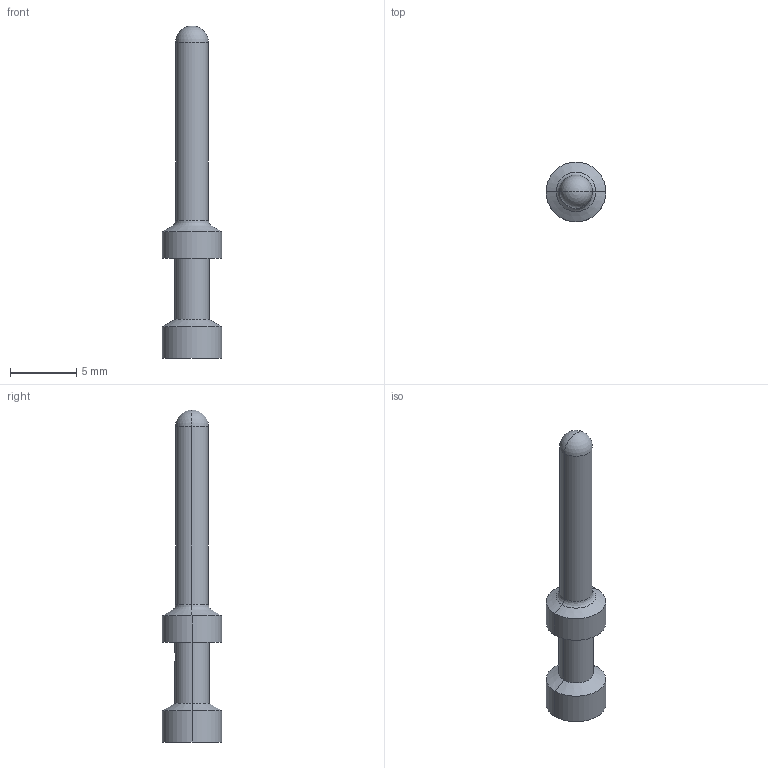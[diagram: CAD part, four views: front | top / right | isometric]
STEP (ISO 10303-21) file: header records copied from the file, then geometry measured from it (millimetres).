
FILE_DESCRIPTION(('CoCreate Modeling STEP Export'),'2;1');
FILE_NAME('CCMA.stp','2009-12-01T 9:56:28',(''),(''),'CoCreate Modeling STEP processor for AP214 (Solid Model)','CoCreate Modeling 16.00A 16-Aug-2008 (C) Parametric Technology GmbH','');
FILE_SCHEMA(('AUTOMOTIVE_DESIGN { 1 0 10303 214 1 1 1 1 }'));
Length unit declared in the file: millimetre
Products named in the file (2): CCMA
Assembly tree (1 placements, depth 2):
  CCMA
    CCMA
Bounding box: 4.5 x 4.5 x 25 mm (x, y, z)
Volume: 155.4 mm3; surface area: 301.4 mm2
Topology: 1 solids, 1 shells, 26 faces, 56 edges, 30 vertices
Faces by surface type: cylinder 12, cone 8, torus 2, sphere 2, plane 2
Entity records: 1251 total; most frequent: CARTESIAN_POINT 528, ORIENTED_EDGE 104, DIRECTION 86, EDGE_CURVE 52, AXIS2_PLACEMENT_3D 33, VERTEX_POINT 30, EDGE_LOOP 30, COLOUR_RGB 27
